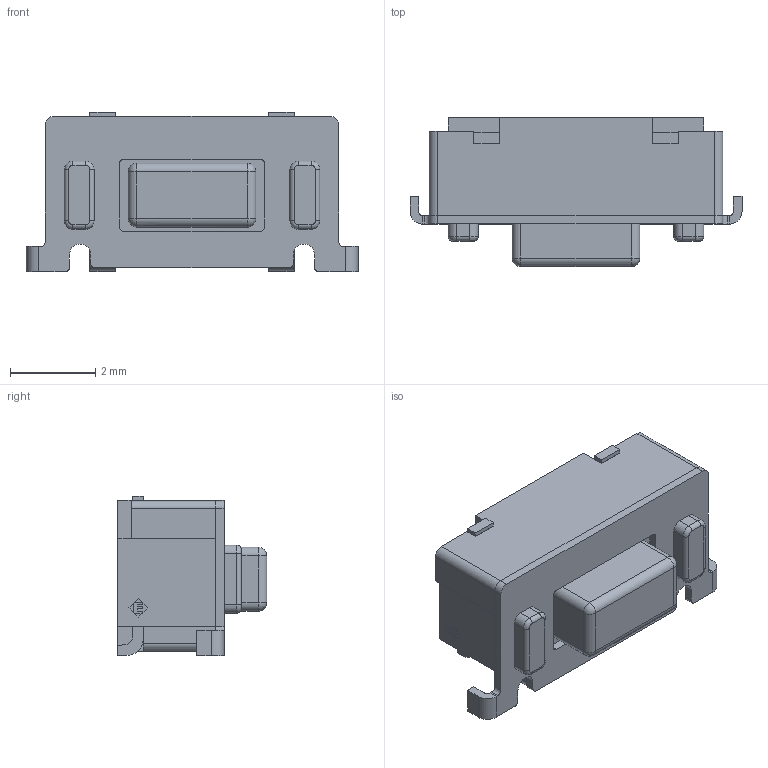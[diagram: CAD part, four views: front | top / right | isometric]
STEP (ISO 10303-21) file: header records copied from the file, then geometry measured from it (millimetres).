
FILE_DESCRIPTION(/* description */ (''),/* implementation_level */ '2;1');
FILE_NAME(/* name */ '2.stp',/* time_stamp */ '2020-05-12T09:59:52+02:00',/* author */ ('k'),/* organization */ (''),/* preprocessor_version */ 'ST-DEVELOPER v15.6',/* originating_system */ 'Autodesk Inventor 2015',/* authorisation */ '');
FILE_SCHEMA (('AUTOMOTIVE_DESIGN { 1 0 10303 214 3 1 1 }'));
Products named in the file (9): 1; 2; 3; 4; 5; TL3330AFxxxQG; Logo
Bounding box: 7.8 x 3.51 x 3.75 mm (x, y, z)
Volume: 45.6 mm3; surface area: 222.9 mm2
Topology: 16 solids, 16 shells, 335 faces, 822 edges, 526 vertices
Faces by surface type: plane 224, cylinder 87, sphere 16, bspline 8
Entity records: 9913 total; most frequent: CARTESIAN_POINT 1744, DIRECTION 1680, ORIENTED_EDGE 1620, EDGE_CURVE 810, LINE 628, VECTOR 628, AXIS2_PLACEMENT_3D 526, VERTEX_POINT 518
